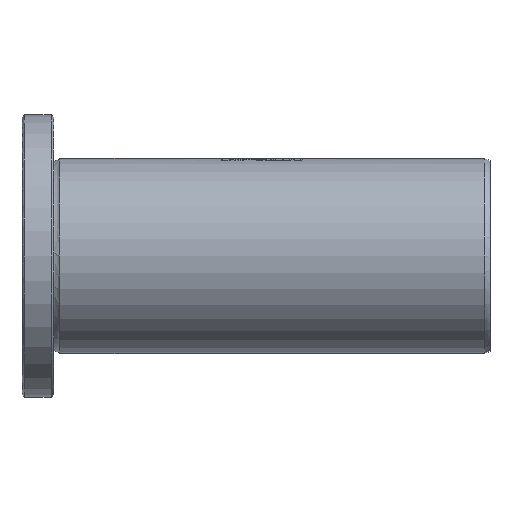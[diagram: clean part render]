
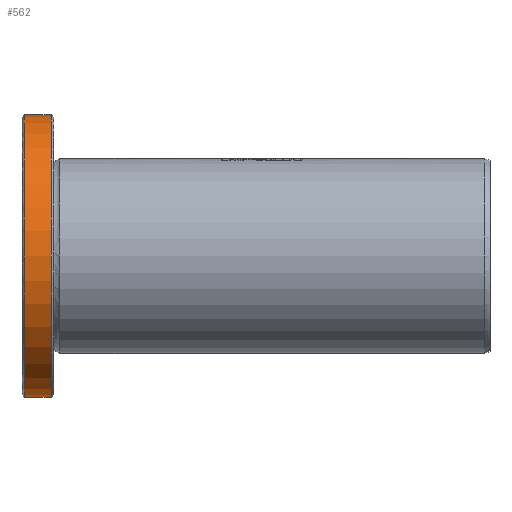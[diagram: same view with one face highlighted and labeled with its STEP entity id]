
A CAD part, front view. The second image highlights one B-rep face of the part: STEP entity #562.
In plain terms, the highlighted cylindrical face has radius 58 mm (diameter 116 mm), a full revolution.
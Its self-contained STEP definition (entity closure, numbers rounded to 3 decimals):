
#511=CYLINDRICAL_SURFACE('',#6501,58.);
#562=ADVANCED_FACE('',(#1248,#1249),#511,.T.);
#1153=CIRCLE('',#6491,58.);
#1154=CIRCLE('',#6492,58.);
#1155=CIRCLE('',#6499,58.);
#1156=CIRCLE('',#6500,58.);
#1248=FACE_BOUND('',#1359,.T.);
#1249=FACE_BOUND('',#1360,.T.);
#1359=EDGE_LOOP('',(#2466,#2467));
#1360=EDGE_LOOP('',(#2468,#2469));
#2466=ORIENTED_EDGE('',*,*,#4820,.T.);
#2467=ORIENTED_EDGE('',*,*,#4821,.T.);
#2468=ORIENTED_EDGE('',*,*,#4832,.F.);
#2469=ORIENTED_EDGE('',*,*,#4833,.F.);
#4208=VERTEX_POINT('',#9661);
#4209=VERTEX_POINT('',#9662);
#4220=VERTEX_POINT('',#9797);
#4221=VERTEX_POINT('',#9798);
#4820=EDGE_CURVE('',#4208,#4209,#1153,.T.);
#4821=EDGE_CURVE('',#4209,#4208,#1154,.T.);
#4832=EDGE_CURVE('',#4220,#4221,#1155,.T.);
#4833=EDGE_CURVE('',#4221,#4220,#1156,.T.);
#6491=AXIS2_PLACEMENT_3D('',#9660,#7027,#7028);
#6492=AXIS2_PLACEMENT_3D('',#9663,#7029,#7030);
#6499=AXIS2_PLACEMENT_3D('',#9796,#7043,#7044);
#6500=AXIS2_PLACEMENT_3D('',#9799,#7045,#7046);
#6501=AXIS2_PLACEMENT_3D('',#9800,#7047,#7048);
#7027=DIRECTION('',(1.,0.,0.));
#7028=DIRECTION('',(0.,0.,-1.));
#7029=DIRECTION('',(1.,0.,0.));
#7030=DIRECTION('',(0.,0.,-1.));
#7043=DIRECTION('',(1.,0.,0.));
#7044=DIRECTION('',(0.,0.,1.));
#7045=DIRECTION('',(1.,0.,0.));
#7046=DIRECTION('',(0.,0.,1.));
#7047=DIRECTION('',(1.,0.,0.));
#7048=DIRECTION('',(0.,0.,-1.));
#9660=CARTESIAN_POINT('',(1.,0.,0.));
#9661=CARTESIAN_POINT('',(1.,0.,-58.));
#9662=CARTESIAN_POINT('',(1.,0.,58.));
#9663=CARTESIAN_POINT('',(1.,0.,0.));
#9796=CARTESIAN_POINT('',(12.,0.,0.));
#9797=CARTESIAN_POINT('',(12.,0.,58.));
#9798=CARTESIAN_POINT('',(12.,0.,-58.));
#9799=CARTESIAN_POINT('',(12.,0.,0.));
#9800=CARTESIAN_POINT('',(1.,0.,0.));
